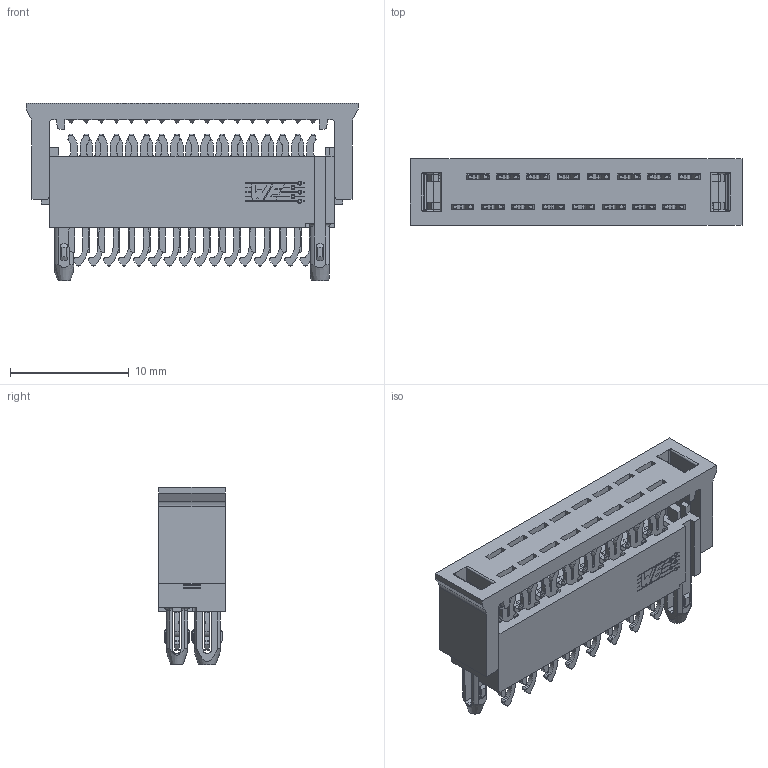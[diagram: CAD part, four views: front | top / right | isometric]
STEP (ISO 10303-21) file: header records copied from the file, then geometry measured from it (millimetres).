
FILE_DESCRIPTION(/* description */ ('Unknown'),/* implementation_level */ '2;1');
FILE_NAME(/* name */ '490107671612',/* time_stamp */ '2019-03-18T15:31:31+01:00',/* author */ ('Unknown'),/* organization */ ('Unknown'),/* preprocessor_version */ 'ST-DEVELOPER v16.7',/* originating_system */ 'DEX',/* authorisation */ $);
FILE_SCHEMA (('AUTOMOTIVE_DESIGN {1 0 10303 214 3 1 1}'));
Products named in the file (4): WST1P2.54_16; CT422_00.4.2; BS697_16; BS698_16
Assembly tree (18 placements, depth 2):
  WST1P2.54_16
    CT422_00.4.2  x16
    BS697_16
    BS698_16
Bounding box: 27.91 x 5.6 x 14.95 mm (x, y, z)
Volume: 999 mm3; surface area: 2737.4 mm2
Topology: 18 solids, 18 shells, 3244 faces, 9315 edges, 6109 vertices
Faces by surface type: plane 2059, cylinder 1135, bspline 32, cone 10, torus 8
Full cylindrical faces by diameter (mm): 0.241 x4
Entity records: 65525 total; most frequent: CARTESIAN_POINT 12419, ORIENTED_EDGE 10784, DIRECTION 10073, EDGE_CURVE 5392, LINE 4249, VECTOR 4249, VERTEX_POINT 3497, AXIS2_PLACEMENT_3D 2912
